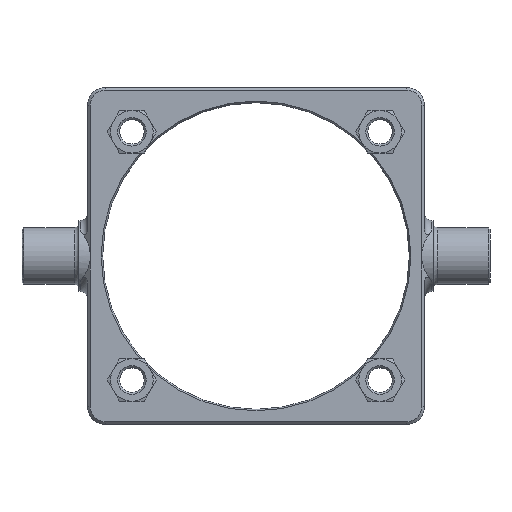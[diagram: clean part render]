
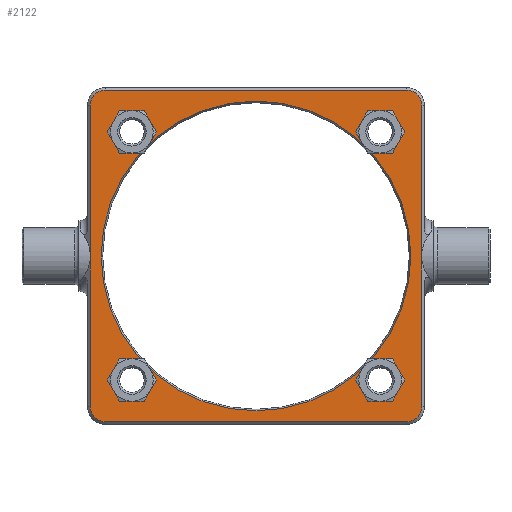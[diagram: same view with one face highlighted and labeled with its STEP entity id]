
A CAD part, top view. The second image highlights one B-rep face of the part: STEP entity #2122.
In plain terms, the highlighted planar face has unit normal (0, 0, 1).
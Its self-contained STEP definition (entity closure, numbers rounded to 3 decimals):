
#123=FACE_BOUND('',#676,.T.);
#124=FACE_BOUND('',#677,.T.);
#125=FACE_BOUND('',#678,.T.);
#126=FACE_BOUND('',#679,.T.);
#127=FACE_BOUND('',#680,.T.);
#207=PLANE('',#2380);
#277=LINE('',#3544,#402);
#281=LINE('',#3553,#406);
#283=LINE('',#3559,#408);
#284=LINE('',#3562,#409);
#285=LINE('',#3566,#410);
#286=LINE('',#3569,#411);
#402=VECTOR('',#2763,10.);
#406=VECTOR('',#2773,10.);
#408=VECTOR('',#2781,10.);
#409=VECTOR('',#2784,10.);
#410=VECTOR('',#2787,10.);
#411=VECTOR('',#2790,10.);
#547=FACE_OUTER_BOUND('',#675,.T.);
#675=EDGE_LOOP('',(#1613,#1614,#1615,#1616,#1617,#1618,#1619,#1620,#1621,
#1622));
#676=EDGE_LOOP('',(#1623));
#677=EDGE_LOOP('',(#1624));
#678=EDGE_LOOP('',(#1625));
#679=EDGE_LOOP('',(#1626));
#680=EDGE_LOOP('',(#1627));
#823=CIRCLE('',#2375,8.5);
#824=CIRCLE('',#2378,8.5);
#825=CIRCLE('',#2381,8.5);
#826=CIRCLE('',#2382,8.5);
#827=CIRCLE('',#2383,8.625);
#828=CIRCLE('',#2384,8.625);
#829=CIRCLE('',#2385,87.366);
#830=CIRCLE('',#2386,8.625);
#831=CIRCLE('',#2387,8.625);
#947=VERTEX_POINT('',#3298);
#958=VERTEX_POINT('',#3378);
#1004=VERTEX_POINT('',#3543);
#1005=VERTEX_POINT('',#3547);
#1006=VERTEX_POINT('',#3551);
#1007=VERTEX_POINT('',#3555);
#1008=VERTEX_POINT('',#3561);
#1009=VERTEX_POINT('',#3563);
#1010=VERTEX_POINT('',#3565);
#1011=VERTEX_POINT('',#3567);
#1012=VERTEX_POINT('',#3570);
#1013=VERTEX_POINT('',#3572);
#1014=VERTEX_POINT('',#3574);
#1015=VERTEX_POINT('',#3576);
#1016=VERTEX_POINT('',#3578);
#1233=EDGE_CURVE('',#958,#1004,#277,.T.);
#1236=EDGE_CURVE('',#1004,#1005,#823,.T.);
#1238=EDGE_CURVE('',#1005,#1006,#281,.T.);
#1240=EDGE_CURVE('',#1006,#1007,#824,.T.);
#1241=EDGE_CURVE('',#1007,#947,#283,.T.);
#1242=EDGE_CURVE('',#1008,#958,#284,.T.);
#1243=EDGE_CURVE('',#1009,#1008,#825,.T.);
#1244=EDGE_CURVE('',#1010,#1009,#285,.T.);
#1245=EDGE_CURVE('',#1011,#1010,#826,.T.);
#1246=EDGE_CURVE('',#947,#1011,#286,.T.);
#1247=EDGE_CURVE('',#1012,#1012,#827,.T.);
#1248=EDGE_CURVE('',#1013,#1013,#828,.T.);
#1249=EDGE_CURVE('',#1014,#1014,#829,.T.);
#1250=EDGE_CURVE('',#1015,#1015,#830,.T.);
#1251=EDGE_CURVE('',#1016,#1016,#831,.T.);
#1613=ORIENTED_EDGE('',*,*,#1241,.F.);
#1614=ORIENTED_EDGE('',*,*,#1240,.F.);
#1615=ORIENTED_EDGE('',*,*,#1238,.F.);
#1616=ORIENTED_EDGE('',*,*,#1236,.F.);
#1617=ORIENTED_EDGE('',*,*,#1233,.F.);
#1618=ORIENTED_EDGE('',*,*,#1242,.F.);
#1619=ORIENTED_EDGE('',*,*,#1243,.F.);
#1620=ORIENTED_EDGE('',*,*,#1244,.F.);
#1621=ORIENTED_EDGE('',*,*,#1245,.F.);
#1622=ORIENTED_EDGE('',*,*,#1246,.F.);
#1623=ORIENTED_EDGE('',*,*,#1247,.F.);
#1624=ORIENTED_EDGE('',*,*,#1248,.F.);
#1625=ORIENTED_EDGE('',*,*,#1249,.F.);
#1626=ORIENTED_EDGE('',*,*,#1250,.F.);
#1627=ORIENTED_EDGE('',*,*,#1251,.F.);
#2122=ADVANCED_FACE('',(#547,#123,#124,#125,#126,#127),#207,.T.);
#2375=AXIS2_PLACEMENT_3D('',#3549,#2768,#2769);
#2378=AXIS2_PLACEMENT_3D('',#3557,#2777,#2778);
#2380=AXIS2_PLACEMENT_3D('',#3560,#2782,#2783);
#2381=AXIS2_PLACEMENT_3D('',#3564,#2785,#2786);
#2382=AXIS2_PLACEMENT_3D('',#3568,#2788,#2789);
#2383=AXIS2_PLACEMENT_3D('',#3571,#2791,#2792);
#2384=AXIS2_PLACEMENT_3D('',#3573,#2793,#2794);
#2385=AXIS2_PLACEMENT_3D('',#3575,#2795,#2796);
#2386=AXIS2_PLACEMENT_3D('',#3577,#2797,#2798);
#2387=AXIS2_PLACEMENT_3D('',#3579,#2799,#2800);
#2763=DIRECTION('',(0.,1.,0.));
#2768=DIRECTION('center_axis',(0.,0.,-1.));
#2769=DIRECTION('ref_axis',(-0.707,0.707,0.));
#2773=DIRECTION('',(1.,0.,0.));
#2777=DIRECTION('center_axis',(0.,0.,-1.));
#2778=DIRECTION('ref_axis',(0.707,0.707,0.));
#2781=DIRECTION('',(0.,-1.,0.));
#2782=DIRECTION('center_axis',(0.,0.,1.));
#2783=DIRECTION('ref_axis',(1.,0.,0.));
#2784=DIRECTION('',(0.,1.,0.));
#2785=DIRECTION('center_axis',(0.,0.,-1.));
#2786=DIRECTION('ref_axis',(-0.707,-0.707,0.));
#2787=DIRECTION('',(-1.,0.,0.));
#2788=DIRECTION('center_axis',(0.,0.,-1.));
#2789=DIRECTION('ref_axis',(0.707,-0.707,0.));
#2790=DIRECTION('',(0.,-1.,0.));
#2791=DIRECTION('center_axis',(0.,0.,1.));
#2792=DIRECTION('ref_axis',(0.,1.,0.));
#2793=DIRECTION('center_axis',(0.,0.,1.));
#2794=DIRECTION('ref_axis',(-1.,0.,0.));
#2795=DIRECTION('center_axis',(0.,0.,1.));
#2796=DIRECTION('ref_axis',(-1.,0.,0.));
#2797=DIRECTION('center_axis',(0.,0.,1.));
#2798=DIRECTION('ref_axis',(1.,0.,0.));
#2799=DIRECTION('center_axis',(0.,0.,1.));
#2800=DIRECTION('ref_axis',(0.,-1.,0.));
#3298=CARTESIAN_POINT('',(93.5,0.,40.));
#3378=CARTESIAN_POINT('',(-93.5,0.,40.));
#3543=CARTESIAN_POINT('',(-93.5,85.,40.));
#3544=CARTESIAN_POINT('',(-93.5,-47.5,40.));
#3547=CARTESIAN_POINT('',(-85.,93.5,40.));
#3549=CARTESIAN_POINT('Origin',(-85.,85.,40.));
#3551=CARTESIAN_POINT('',(85.,93.5,40.));
#3553=CARTESIAN_POINT('',(-47.5,93.5,40.));
#3555=CARTESIAN_POINT('',(93.5,85.,40.));
#3557=CARTESIAN_POINT('Origin',(85.,85.,40.));
#3559=CARTESIAN_POINT('',(93.5,47.5,40.));
#3560=CARTESIAN_POINT('Origin',(0.,0.,
40.));
#3561=CARTESIAN_POINT('',(-93.5,-85.,40.));
#3562=CARTESIAN_POINT('',(-93.5,-47.5,40.));
#3563=CARTESIAN_POINT('',(-85.,-93.5,40.));
#3564=CARTESIAN_POINT('Origin',(-85.,-85.,40.));
#3565=CARTESIAN_POINT('',(85.,-93.5,40.));
#3566=CARTESIAN_POINT('',(47.5,-93.5,40.));
#3567=CARTESIAN_POINT('',(93.5,-85.,40.));
#3568=CARTESIAN_POINT('Origin',(85.,-85.,40.));
#3569=CARTESIAN_POINT('',(93.5,47.5,40.));
#3570=CARTESIAN_POINT('',(70.,61.375,40.));
#3571=CARTESIAN_POINT('Origin',(70.,70.,40.));
#3572=CARTESIAN_POINT('',(-61.375,70.,40.));
#3573=CARTESIAN_POINT('Origin',(-70.,70.,40.));
#3574=CARTESIAN_POINT('',(87.366,0.,40.));
#3575=CARTESIAN_POINT('Origin',(0.,0.,40.));
#3576=CARTESIAN_POINT('',(61.375,-70.,40.));
#3577=CARTESIAN_POINT('Origin',(70.,-70.,40.));
#3578=CARTESIAN_POINT('',(-70.,-61.375,40.));
#3579=CARTESIAN_POINT('Origin',(-70.,-70.,40.));
